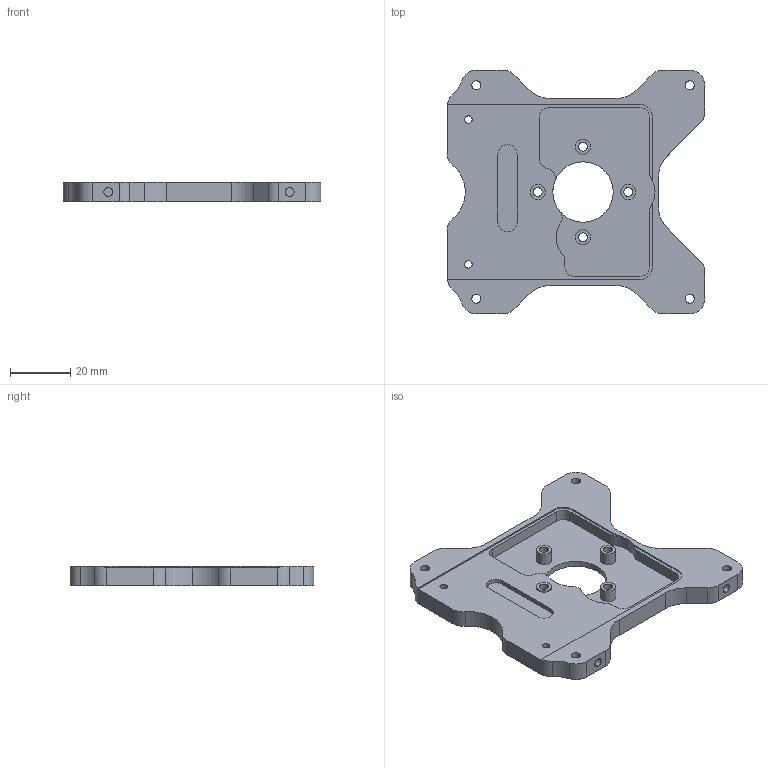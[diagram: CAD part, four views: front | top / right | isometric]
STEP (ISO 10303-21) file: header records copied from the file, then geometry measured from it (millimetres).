
FILE_DESCRIPTION (( 'STEP AP203' ), '1' );
FILE_NAME ('minitaur-motor-module-plate_Default_sldprt.STEP', '2016-11-29T01:07:36', ( 'Alexander' ), ( '' ), 'SwSTEP 2.0', 'SolidWorks 2015', '' );
FILE_SCHEMA (( 'CONFIG_CONTROL_DESIGN' ));
Length unit declared in the file: millimetre
Products named in the file (1): minitaur-motor-module-plate_Default_sldprt
Bounding box: 85.36 x 80.71 x 6.35 mm (x, y, z)
Volume: 24306.6 mm3; surface area: 14726.4 mm2
Topology: 1 solids, 1 shells, 129 faces, 351 edges, 234 vertices
Faces by surface type: cylinder 85, plane 44
Entity records: 4282 total; most frequent: DIRECTION 787, CARTESIAN_POINT 715, ORIENTED_EDGE 702, EDGE_CURVE 351, AXIS2_PLACEMENT_3D 306, VERTEX_POINT 234, CIRCLE 176, LINE 175
